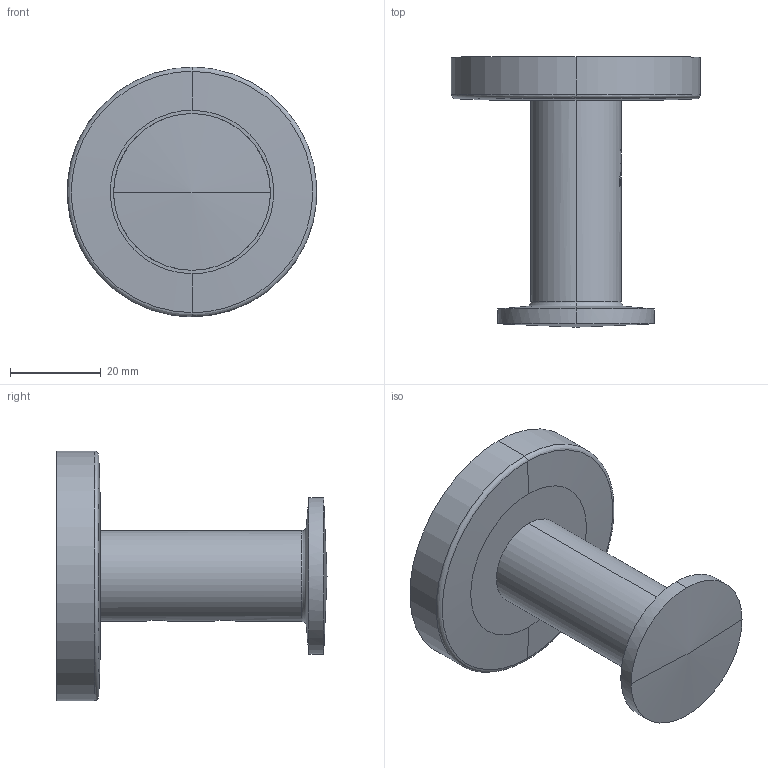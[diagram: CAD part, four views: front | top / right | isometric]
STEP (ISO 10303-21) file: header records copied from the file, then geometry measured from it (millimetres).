
FILE_DESCRIPTION(/* description */ (''),/* implementation_level */ '2;1');
FILE_NAME(/* name */ 'STEP - A817905..R_15047',/* time_stamp */ '2024-10-24T11:48:12+11:00',/* author */ (''),/* organization */ (''),/* preprocessor_version */ 'ST-DEVELOPER v16.5',/* originating_system */ 'Rhino 7.37',/* authorisation */ '');
FILE_SCHEMA (('CONFIG_CONTROL_DESIGN'));
Length unit declared in the file: millimetre
Products named in the file (1): Document
Bounding box: 54.89 x 59.5 x 55 mm (x, y, z)
Volume: 2828.4 mm3; surface area: 14484.1 mm2
Topology: 1 solids, 2 shells, 107 faces, 295 edges, 193 vertices
Faces by surface type: bspline 52, cylinder 31, plane 24
Entity records: 7683 total; most frequent: CARTESIAN_POINT 5813, ORIENTED_EDGE 536, EDGE_CURVE 295, B_SPLINE_CURVE_WITH_KNOTS 201, VERTEX_POINT 193, EDGE_LOOP 122, ADVANCED_FACE 107, FACE_OUTER_BOUND 107
